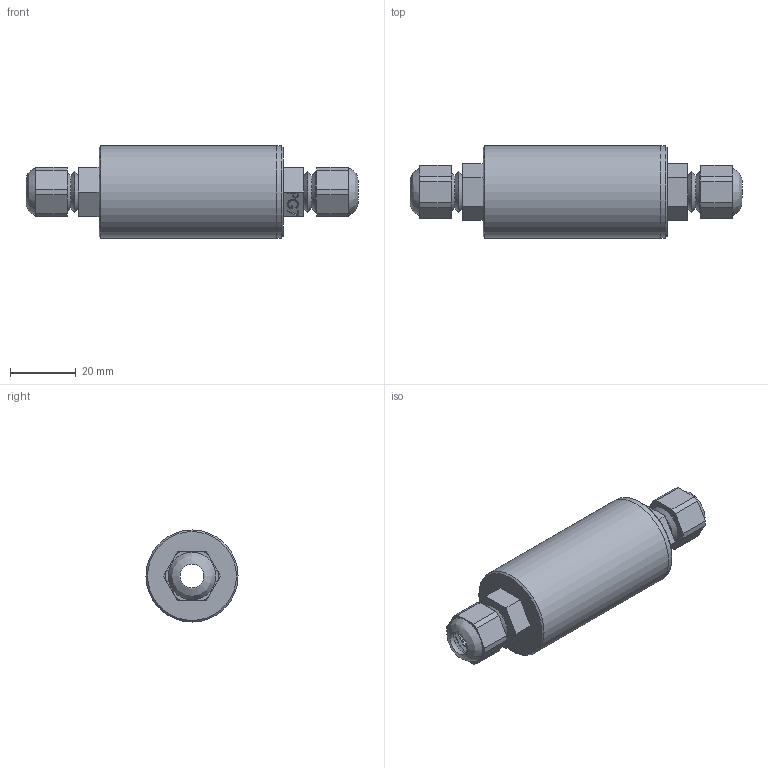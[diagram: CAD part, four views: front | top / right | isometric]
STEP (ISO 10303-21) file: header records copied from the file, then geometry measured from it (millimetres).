
FILE_DESCRIPTION(('FreeCAD Model'),'2;1');
FILE_NAME('In-Line Enclosure.step','2017-08-02T08:50:23' ,('Author'),(''),'Open CASCADE STEP processor 6.8','FreeCAD','Unknown' );
FILE_SCHEMA(('AUTOMOTIVE_DESIGN_CC2 { 1 2 10303 214 -1 1 5 4 }'));
Length unit declared in the file: millimetre
Products named in the file (7): ASSEMBLY; Body_Chamfer; Cover_Chamfer; PG7_Nozzle_L; PG7NUT_L; PG7_Nozzle001; PG7NUT001
Assembly tree (6 placements, depth 2):
  ASSEMBLY
    Body_Chamfer
    Cover_Chamfer
    PG7_Nozzle_L
    PG7NUT_L
    PG7_Nozzle001
    PG7NUT001
Bounding box: 100.89 x 28 x 28 mm (x, y, z)
Volume: 25837.3 mm3; surface area: 19773.8 mm2
Topology: 6 solids, 6 shells, 348 faces, 845 edges, 528 vertices
Faces by surface type: plane 187, cone 79, cylinder 48, bspline 32, torus 2
Full cylindrical faces by diameter (mm): 7.643 x2, 8 x1, 8.2 x2, 9.5 x2, 9.62 x2, 11.03 x1, 11.15 x1, 11.5 x1, 13.5 x2, 19.9 x1, 21.9 x2, 22 x1, 28 x2
Entity records: 36902 total; most frequent: CARTESIAN_POINT 20446, DIRECTION 2623, ORIENTED_EDGE 1690, PCURVE 1690, DEFINITIONAL_REPRESENTATION 1690, LINE 1347, VECTOR 1347, EDGE_CURVE 845
